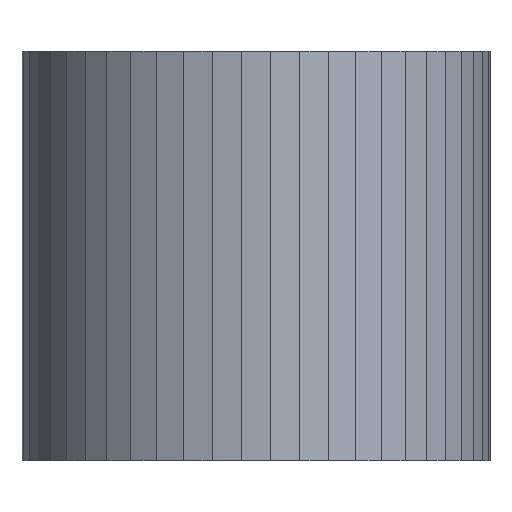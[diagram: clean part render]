
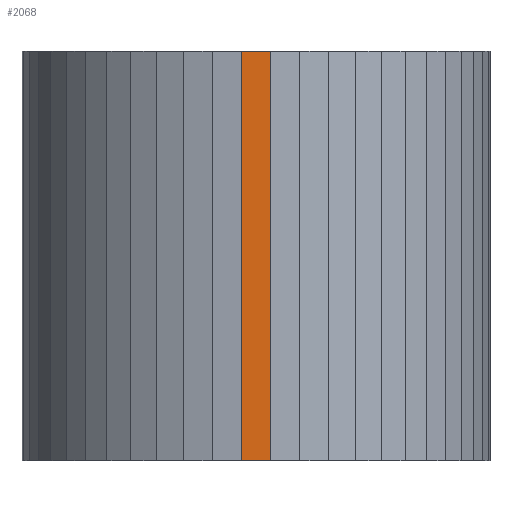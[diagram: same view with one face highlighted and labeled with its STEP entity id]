
A CAD part, front view. The second image highlights one B-rep face of the part: STEP entity #2068.
In plain terms, the highlighted planar face has unit normal (0, -1, 0).
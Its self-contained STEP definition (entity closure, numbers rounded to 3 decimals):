
#60=FACE_OUTER_BOUND('',#162,.T.);
#162=EDGE_LOOP('',(#1495,#1496,#1497,#1498));
#356=LINE('',#3013,#656);
#359=LINE('',#3019,#659);
#360=LINE('',#3021,#660);
#361=LINE('',#3022,#661);
#656=VECTOR('',#2452,7.);
#659=VECTOR('',#2457,0.502);
#660=VECTOR('',#2458,7.);
#661=VECTOR('',#2459,0.502);
#920=VERTEX_POINT('',#3010);
#921=VERTEX_POINT('',#3012);
#923=VERTEX_POINT('',#3018);
#924=VERTEX_POINT('',#3020);
#1156=EDGE_CURVE('',#920,#921,#356,.T.);
#1159=EDGE_CURVE('',#920,#923,#359,.T.);
#1160=EDGE_CURVE('',#923,#924,#360,.T.);
#1161=EDGE_CURVE('',#921,#924,#361,.T.);
#1495=ORIENTED_EDGE('',*,*,#1159,.T.);
#1496=ORIENTED_EDGE('',*,*,#1160,.T.);
#1497=ORIENTED_EDGE('',*,*,#1161,.F.);
#1498=ORIENTED_EDGE('',*,*,#1156,.F.);
#1966=PLANE('',#2172);
#2068=ADVANCED_FACE('',(#60),#1966,.T.);
#2172=AXIS2_PLACEMENT_3D('',#3017,#2455,#2456);
#2452=DIRECTION('',(0.,0.,1.));
#2455=DIRECTION('center_axis',(0.,-1.,0.));
#2456=DIRECTION('ref_axis',(0.,0.,-1.));
#2457=DIRECTION('',(1.,0.,0.));
#2458=DIRECTION('',(0.,0.,1.));
#2459=DIRECTION('',(1.,0.,0.));
#3010=CARTESIAN_POINT('',(4.149,0.584,0.));
#3012=CARTESIAN_POINT('',(4.149,0.584,7.));
#3013=CARTESIAN_POINT('',(4.149,0.584,0.));
#3017=CARTESIAN_POINT('Origin',(4.651,0.584,7.));
#3018=CARTESIAN_POINT('',(4.651,0.584,0.));
#3019=CARTESIAN_POINT('',(4.149,0.584,0.));
#3020=CARTESIAN_POINT('',(4.651,0.584,7.));
#3021=CARTESIAN_POINT('',(4.651,0.584,0.));
#3022=CARTESIAN_POINT('',(4.149,0.584,7.));
